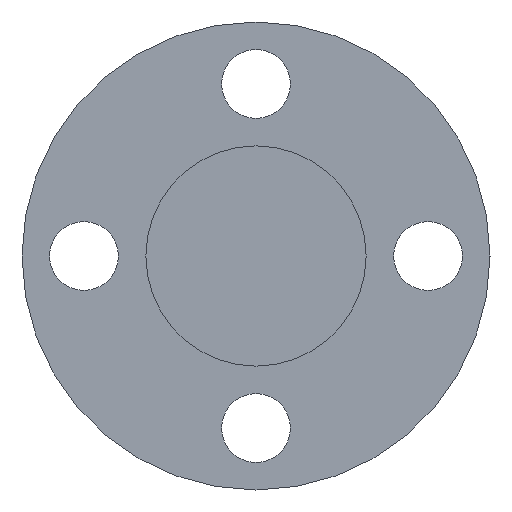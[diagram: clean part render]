
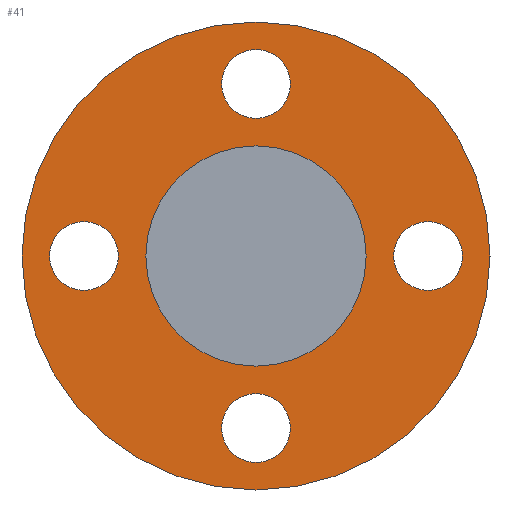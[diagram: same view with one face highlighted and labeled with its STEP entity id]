
A CAD part, left-side view. The second image highlights one B-rep face of the part: STEP entity #41.
In plain terms, the highlighted planar face has unit normal (-1, 0, 0).
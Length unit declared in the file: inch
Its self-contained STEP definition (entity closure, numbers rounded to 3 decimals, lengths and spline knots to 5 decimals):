
#8 = VERTEX_POINT ( 'NONE', #246 ) ;
#13 = DIRECTION ( 'NONE',  ( 0., 0., 1. ) ) ;
#15 = ORIENTED_EDGE ( 'NONE', *, *, #254, .F. ) ;
#16 = CIRCLE ( 'NONE', #326, 2.125 ) ;
#18 = AXIS2_PLACEMENT_3D ( 'NONE', #400, #144, #405 ) ;
#19 = CARTESIAN_POINT ( 'NONE',  ( 0.0625, 0., 1.25 ) ) ;
#20 = EDGE_CURVE ( 'NONE', #32, #208, #479, .T. ) ;
#22 = FACE_BOUND ( 'NONE', #536, .T. ) ;
#25 = AXIS2_PLACEMENT_3D ( 'NONE', #143, #299, #472 ) ;
#32 = VERTEX_POINT ( 'NONE', #319 ) ;
#34 = ORIENTED_EDGE ( 'NONE', *, *, #268, .F. ) ;
#41 = ADVANCED_FACE ( 'NONE', ( #358, #22, #190, #204, #408, #80 ), #529, .T. ) ;
#47 = DIRECTION ( 'NONE',  ( -1., 0., 0. ) ) ;
#56 = CIRCLE ( 'NONE', #361, 0.3125 ) ;
#64 = CARTESIAN_POINT ( 'NONE',  ( 0.0625, 0., -1.25 ) ) ;
#68 = DIRECTION ( 'NONE',  ( 0., 0., 1. ) ) ;
#71 = CARTESIAN_POINT ( 'NONE',  ( 0.0625, 0., 1.5625 ) ) ;
#80 = FACE_BOUND ( 'NONE', #163, .T. ) ;
#82 = CARTESIAN_POINT ( 'NONE',  ( 0.0625, 0., 0. ) ) ;
#84 = CIRCLE ( 'NONE', #459, 0.3125 ) ;
#90 = CARTESIAN_POINT ( 'NONE',  ( 0.0625, 0., 1.875 ) ) ;
#103 = CIRCLE ( 'NONE', #18, 1. ) ;
#114 = EDGE_CURVE ( 'NONE', #261, #8, #298, .T. ) ;
#126 = DIRECTION ( 'NONE',  ( 0., 0., -1. ) ) ;
#138 = AXIS2_PLACEMENT_3D ( 'NONE', #242, #320, #539 ) ;
#143 = CARTESIAN_POINT ( 'NONE',  ( 0.0625, -1.5625, 0. ) ) ;
#144 = DIRECTION ( 'NONE',  ( -1., 0., 0. ) ) ;
#146 = AXIS2_PLACEMENT_3D ( 'NONE', #276, #229, #360 ) ;
#154 = CARTESIAN_POINT ( 'NONE',  ( 0.0625, -1.5625, 0. ) ) ;
#163 = EDGE_LOOP ( 'NONE', ( #251, #303 ) ) ;
#172 = CARTESIAN_POINT ( 'NONE',  ( 0.0625, -1.25, 0. ) ) ;
#180 = CARTESIAN_POINT ( 'NONE',  ( 0.0625, 0., 2.125 ) ) ;
#189 = ORIENTED_EDGE ( 'NONE', *, *, #527, .F. ) ;
#190 = FACE_BOUND ( 'NONE', #424, .T. ) ;
#198 = CARTESIAN_POINT ( 'NONE',  ( 0.0625, 0., 1. ) ) ;
#203 = ORIENTED_EDGE ( 'NONE', *, *, #346, .F. ) ;
#204 = FACE_BOUND ( 'NONE', #297, .T. ) ;
#207 = EDGE_CURVE ( 'NONE', #208, #32, #16, .T. ) ;
#208 = VERTEX_POINT ( 'NONE', #180 ) ;
#211 = DIRECTION ( 'NONE',  ( 0., 0., 1. ) ) ;
#216 = VERTEX_POINT ( 'NONE', #304 ) ;
#218 = AXIS2_PLACEMENT_3D ( 'NONE', #252, #47, #211 ) ;
#220 = CIRCLE ( 'NONE', #248, 0.3125 ) ;
#225 = CARTESIAN_POINT ( 'NONE',  ( 0.0625, 0., -1. ) ) ;
#227 = AXIS2_PLACEMENT_3D ( 'NONE', #71, #402, #356 ) ;
#228 = CIRCLE ( 'NONE', #508, 1. ) ;
#229 = DIRECTION ( 'NONE',  ( -1., 0., 0. ) ) ;
#233 = ORIENTED_EDGE ( 'NONE', *, *, #207, .T. ) ;
#237 = AXIS2_PLACEMENT_3D ( 'NONE', #82, #500, #286 ) ;
#242 = CARTESIAN_POINT ( 'NONE',  ( 0.0625, 1.5625, 0. ) ) ;
#243 = VERTEX_POINT ( 'NONE', #90 ) ;
#244 = DIRECTION ( 'NONE',  ( -1., 0., 0. ) ) ;
#246 = CARTESIAN_POINT ( 'NONE',  ( 0.0625, -1.875, 0. ) ) ;
#247 = CIRCLE ( 'NONE', #227, 0.3125 ) ;
#248 = AXIS2_PLACEMENT_3D ( 'NONE', #502, #365, #126 ) ;
#251 = ORIENTED_EDGE ( 'NONE', *, *, #375, .F. ) ;
#252 = CARTESIAN_POINT ( 'NONE',  ( 0.0625, 0., -1.5625 ) ) ;
#254 = EDGE_CURVE ( 'NONE', #448, #351, #399, .T. ) ;
#261 = VERTEX_POINT ( 'NONE', #172 ) ;
#268 = EDGE_CURVE ( 'NONE', #317, #243, #247, .T. ) ;
#271 = CIRCLE ( 'NONE', #138, 0.3125 ) ;
#272 = DIRECTION ( 'NONE',  ( -1., 0., 0. ) ) ;
#274 = ORIENTED_EDGE ( 'NONE', *, *, #114, .F. ) ;
#276 = CARTESIAN_POINT ( 'NONE',  ( 0.0625, 0., -1.5625 ) ) ;
#286 = DIRECTION ( 'NONE',  ( 0., 0., 1. ) ) ;
#294 = DIRECTION ( 'NONE',  ( -1., 0., 0. ) ) ;
#295 = EDGE_CURVE ( 'NONE', #8, #261, #84, .T. ) ;
#297 = EDGE_LOOP ( 'NONE', ( #203, #15 ) ) ;
#298 = CIRCLE ( 'NONE', #25, 0.3125 ) ;
#299 = DIRECTION ( 'NONE',  ( -1., 0., 0. ) ) ;
#303 = ORIENTED_EDGE ( 'NONE', *, *, #338, .F. ) ;
#304 = CARTESIAN_POINT ( 'NONE',  ( 0.0625, 1.5625, -0.3125 ) ) ;
#310 = DIRECTION ( 'NONE',  ( 0., -1., 0. ) ) ;
#313 = ORIENTED_EDGE ( 'NONE', *, *, #471, .F. ) ;
#315 = DIRECTION ( 'NONE',  ( 0., 0., 1. ) ) ;
#317 = VERTEX_POINT ( 'NONE', #19 ) ;
#318 = EDGE_CURVE ( 'NONE', #410, #216, #56, .T. ) ;
#319 = CARTESIAN_POINT ( 'NONE',  ( 0.0625, 0., -2.125 ) ) ;
#320 = DIRECTION ( 'NONE',  ( -1., 0., 0. ) ) ;
#322 = CARTESIAN_POINT ( 'NONE',  ( 0.0625, 0., 0. ) ) ;
#326 = AXIS2_PLACEMENT_3D ( 'NONE', #392, #294, #13 ) ;
#338 = EDGE_CURVE ( 'NONE', #362, #442, #228, .T. ) ;
#346 = EDGE_CURVE ( 'NONE', #351, #448, #363, .T. ) ;
#350 = DIRECTION ( 'NONE',  ( 0., 1., 0. ) ) ;
#351 = VERTEX_POINT ( 'NONE', #64 ) ;
#356 = DIRECTION ( 'NONE',  ( 0., 0., -1. ) ) ;
#358 = FACE_BOUND ( 'NONE', #545, .T. ) ;
#360 = DIRECTION ( 'NONE',  ( 0., 0., 1. ) ) ;
#361 = AXIS2_PLACEMENT_3D ( 'NONE', #482, #481, #310 ) ;
#362 = VERTEX_POINT ( 'NONE', #225 ) ;
#363 = CIRCLE ( 'NONE', #146, 0.3125 ) ;
#365 = DIRECTION ( 'NONE',  ( -1., 0., 0. ) ) ;
#372 = ORIENTED_EDGE ( 'NONE', *, *, #318, .F. ) ;
#375 = EDGE_CURVE ( 'NONE', #442, #362, #103, .T. ) ;
#380 = AXIS2_PLACEMENT_3D ( 'NONE', #322, #244, #315 ) ;
#383 = EDGE_LOOP ( 'NONE', ( #233, #463 ) ) ;
#392 = CARTESIAN_POINT ( 'NONE',  ( 0.0625, 0., 0. ) ) ;
#399 = CIRCLE ( 'NONE', #218, 0.3125 ) ;
#400 = CARTESIAN_POINT ( 'NONE',  ( 0.0625, 0., 0. ) ) ;
#402 = DIRECTION ( 'NONE',  ( -1., 0., 0. ) ) ;
#405 = DIRECTION ( 'NONE',  ( 0., 0., 1. ) ) ;
#408 = FACE_OUTER_BOUND ( 'NONE', #383, .T. ) ;
#410 = VERTEX_POINT ( 'NONE', #549 ) ;
#412 = CARTESIAN_POINT ( 'NONE',  ( 0.0625, 0., -1.875 ) ) ;
#418 = ORIENTED_EDGE ( 'NONE', *, *, #295, .F. ) ;
#424 = EDGE_LOOP ( 'NONE', ( #418, #274 ) ) ;
#442 = VERTEX_POINT ( 'NONE', #198 ) ;
#443 = DIRECTION ( 'NONE',  ( -1., 0., 0. ) ) ;
#448 = VERTEX_POINT ( 'NONE', #412 ) ;
#459 = AXIS2_PLACEMENT_3D ( 'NONE', #154, #443, #350 ) ;
#463 = ORIENTED_EDGE ( 'NONE', *, *, #20, .T. ) ;
#471 = EDGE_CURVE ( 'NONE', #243, #317, #220, .T. ) ;
#472 = DIRECTION ( 'NONE',  ( 0., 1., 0. ) ) ;
#479 = CIRCLE ( 'NONE', #237, 2.125 ) ;
#481 = DIRECTION ( 'NONE',  ( -1., 0., 0. ) ) ;
#482 = CARTESIAN_POINT ( 'NONE',  ( 0.0625, 1.5625, 0. ) ) ;
#489 = CARTESIAN_POINT ( 'NONE',  ( 0.0625, 0., 0. ) ) ;
#500 = DIRECTION ( 'NONE',  ( -1., 0., 0. ) ) ;
#502 = CARTESIAN_POINT ( 'NONE',  ( 0.0625, 0., 1.5625 ) ) ;
#508 = AXIS2_PLACEMENT_3D ( 'NONE', #489, #272, #68 ) ;
#527 = EDGE_CURVE ( 'NONE', #216, #410, #271, .T. ) ;
#529 = PLANE ( 'NONE',  #380 ) ;
#536 = EDGE_LOOP ( 'NONE', ( #313, #34 ) ) ;
#539 = DIRECTION ( 'NONE',  ( 0., -1., 0. ) ) ;
#545 = EDGE_LOOP ( 'NONE', ( #372, #189 ) ) ;
#549 = CARTESIAN_POINT ( 'NONE',  ( 0.0625, 1.5625, 0.3125 ) ) ;
